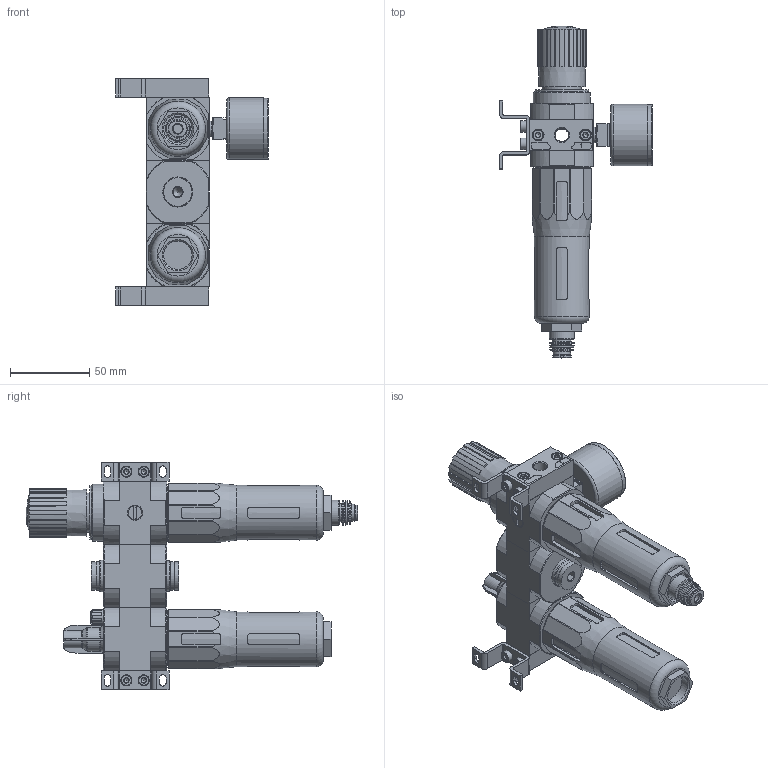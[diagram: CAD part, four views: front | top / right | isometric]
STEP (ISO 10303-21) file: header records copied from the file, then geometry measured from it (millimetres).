
FILE_DESCRIPTION(/* description */ ('STEP AP214'),/* implementation_level */ '2;1');
FILE_NAME(/* name */ '185792_FRC-1_8-D-MINI-KA-A',/* time_stamp */ '2024-08-28T16:52:48+02:00',/* author */ ('License CC BY-ND 4.0'),/* organization */ ('CADENAS'),/* preprocessor_version */ 'ST-DEVELOPER v19.3',/* originating_system */ 'PARTsolutions',/* authorisation */ ' ');
FILE_SCHEMA (('AUTOMOTIVE_DESIGN {1 0 10303 214 3 1 1}'));
Length unit declared in the file: millimetre
Products named in the file (15): 185792 FRC-1/8-D-MINI-KA-A; 380285 PBL-1/8-D-MINI-L---(1) p1; DIN-912 - M4x16(F); 159638 HFOE-D-MINI-P1; DIN-912 - M4x8(F); 380287 PBL-1/8-D-MINI-R---(0) p1; 123589 LFR-D-MINI-A--(0); 8003637 PAGN-40-16-G18; 373845 LR-MINI; 526489 MS4-LFR-V; 724703 FRM-...-D-MINI; DIN-908 G1/4A; 531772 OK-1/4; 355622 FRB-D-MINI; 123582 LOE-D-MINI
Assembly tree (26 placements, depth 2):
  185792 FRC-1/8-D-MINI-KA-A
    380285 PBL-1/8-D-MINI-L---(1) p1
    DIN-912 - M4x16(F)  x4
    159638 HFOE-D-MINI-P1  x2
    DIN-912 - M4x8(F)  x4
    380287 PBL-1/8-D-MINI-R---(0) p1
    123589 LFR-D-MINI-A--(0)
    8003637 PAGN-40-16-G18
    373845 LR-MINI
    526489 MS4-LFR-V
    724703 FRM-...-D-MINI
    DIN-908 G1/4A  x2
    531772 OK-1/4  x2
    355622 FRB-D-MINI  x4
    123582 LOE-D-MINI
Bounding box: 96.75 x 210.02 x 144 mm (x, y, z)
Volume: 454723.6 mm3; surface area: 118042.6 mm2
Topology: 26 solids, 27 shells, 1300 faces, 3229 edges, 2047 vertices
Faces by surface type: plane 665, cylinder 332, cone 236, torus 62, sphere 5
Full cylindrical faces by diameter (mm): 2.9 x4, 3.2 x1, 3.242 x12, 3.6 x1, 3.8 x1, 4 x12, 4.3 x5, 5.2 x4, 6 x5, 6.2 x1, 6.9 x1, 7 x8, 7.9 x2, 8.2 x1, 8.4 x1, 8.566 x4, 9.728 x2, 10 x1, 10.6 x1, 11 x2, 11.4 x1, 11.445 x2, 11.6 x2, 11.8 x1, 12.01 x1, 12.2 x2, 13.157 x2, 13.3 x2, 15.6 x1, 15.7 x1
Entity records: 36874 total; most frequent: CARTESIAN_POINT 6839, DIRECTION 5044, ORIENTED_EDGE 4886, EDGE_CURVE 2443, AXIS2_PLACEMENT_3D 1970, VERTEX_POINT 1707, FACE_BOUND 1380, EDGE_LOOP 1368
